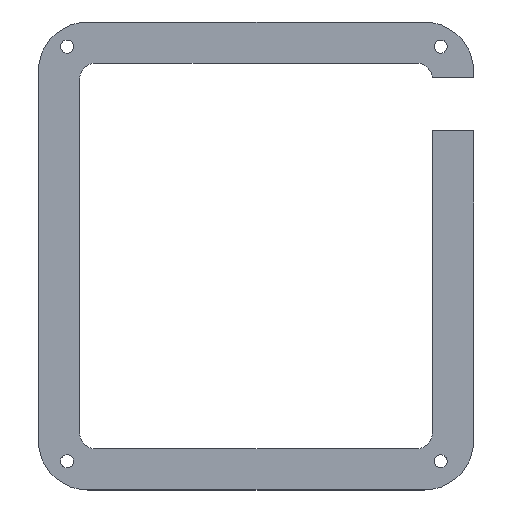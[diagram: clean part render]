
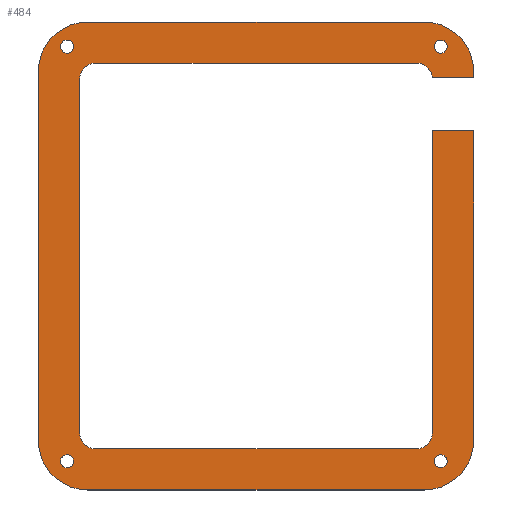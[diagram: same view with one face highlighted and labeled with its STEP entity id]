
A CAD part, top view. The second image highlights one B-rep face of the part: STEP entity #484.
In plain terms, the highlighted planar face has unit normal (0, 0, 1).
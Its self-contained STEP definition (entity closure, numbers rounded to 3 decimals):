
#19=FACE_BOUND('',#77,.T.);
#20=FACE_BOUND('',#78,.T.);
#21=FACE_BOUND('',#79,.T.);
#22=FACE_BOUND('',#80,.T.);
#29=PLANE('',#528);
#47=FACE_OUTER_BOUND('',#76,.T.);
#76=EDGE_LOOP('',(#386,#387,#388,#389,#390,#391,#392,#393,#394,#395,#396,
#397,#398,#399,#400,#401,#402,#403,#404));
#77=EDGE_LOOP('',(#405));
#78=EDGE_LOOP('',(#406));
#79=EDGE_LOOP('',(#407));
#80=EDGE_LOOP('',(#408));
#100=LINE('',#731,#145);
#106=LINE('',#742,#151);
#117=LINE('',#777,#162);
#119=LINE('',#781,#164);
#120=LINE('',#784,#165);
#122=LINE('',#790,#167);
#123=LINE('',#794,#168);
#124=LINE('',#799,#169);
#125=LINE('',#803,#170);
#126=LINE('',#807,#171);
#127=LINE('',#810,#172);
#145=VECTOR('',#589,10.);
#151=VECTOR('',#597,10.);
#162=VECTOR('',#626,10.);
#164=VECTOR('',#630,10.);
#165=VECTOR('',#633,10.);
#167=VECTOR('',#639,10.);
#168=VECTOR('',#642,10.);
#169=VECTOR('',#647,10.);
#170=VECTOR('',#650,10.);
#171=VECTOR('',#653,10.);
#172=VECTOR('',#656,10.);
#184=CIRCLE('',#501,1.6);
#186=CIRCLE('',#504,1.6);
#188=CIRCLE('',#507,1.6);
#190=CIRCLE('',#510,1.6);
#192=CIRCLE('',#513,4.);
#201=CIRCLE('',#529,4.);
#202=CIRCLE('',#530,4.);
#203=CIRCLE('',#531,4.);
#204=CIRCLE('',#532,12.);
#205=CIRCLE('',#533,12.);
#206=CIRCLE('',#534,12.);
#207=CIRCLE('',#535,12.);
#208=VERTEX_POINT('',#696);
#210=VERTEX_POINT('',#702);
#212=VERTEX_POINT('',#708);
#214=VERTEX_POINT('',#714);
#216=VERTEX_POINT('',#720);
#217=VERTEX_POINT('',#721);
#220=VERTEX_POINT('',#729);
#221=VERTEX_POINT('',#730);
#225=VERTEX_POINT('',#740);
#240=VERTEX_POINT('',#775);
#241=VERTEX_POINT('',#779);
#242=VERTEX_POINT('',#783);
#243=VERTEX_POINT('',#787);
#244=VERTEX_POINT('',#789);
#245=VERTEX_POINT('',#791);
#246=VERTEX_POINT('',#793);
#247=VERTEX_POINT('',#796);
#248=VERTEX_POINT('',#798);
#249=VERTEX_POINT('',#800);
#250=VERTEX_POINT('',#802);
#251=VERTEX_POINT('',#804);
#252=VERTEX_POINT('',#806);
#253=VERTEX_POINT('',#808);
#254=EDGE_CURVE('',#208,#208,#184,.T.);
#257=EDGE_CURVE('',#210,#210,#186,.T.);
#260=EDGE_CURVE('',#212,#212,#188,.T.);
#263=EDGE_CURVE('',#214,#214,#190,.T.);
#266=EDGE_CURVE('',#216,#217,#192,.T.);
#270=EDGE_CURVE('',#220,#221,#100,.T.);
#276=EDGE_CURVE('',#221,#225,#106,.T.);
#294=EDGE_CURVE('',#216,#240,#117,.T.);
#296=EDGE_CURVE('',#240,#241,#119,.T.);
#297=EDGE_CURVE('',#242,#217,#120,.T.);
#299=EDGE_CURVE('',#243,#225,#201,.T.);
#300=EDGE_CURVE('',#243,#244,#122,.T.);
#301=EDGE_CURVE('',#245,#244,#202,.T.);
#302=EDGE_CURVE('',#245,#246,#123,.T.);
#303=EDGE_CURVE('',#242,#246,#203,.T.);
#304=EDGE_CURVE('',#247,#241,#204,.T.);
#305=EDGE_CURVE('',#247,#248,#124,.T.);
#306=EDGE_CURVE('',#249,#248,#205,.T.);
#307=EDGE_CURVE('',#249,#250,#125,.T.);
#308=EDGE_CURVE('',#251,#250,#206,.T.);
#309=EDGE_CURVE('',#251,#252,#126,.T.);
#310=EDGE_CURVE('',#253,#252,#207,.T.);
#311=EDGE_CURVE('',#253,#220,#127,.T.);
#386=ORIENTED_EDGE('',*,*,#270,.T.);
#387=ORIENTED_EDGE('',*,*,#276,.T.);
#388=ORIENTED_EDGE('',*,*,#299,.F.);
#389=ORIENTED_EDGE('',*,*,#300,.T.);
#390=ORIENTED_EDGE('',*,*,#301,.F.);
#391=ORIENTED_EDGE('',*,*,#302,.T.);
#392=ORIENTED_EDGE('',*,*,#303,.F.);
#393=ORIENTED_EDGE('',*,*,#297,.T.);
#394=ORIENTED_EDGE('',*,*,#266,.F.);
#395=ORIENTED_EDGE('',*,*,#294,.T.);
#396=ORIENTED_EDGE('',*,*,#296,.T.);
#397=ORIENTED_EDGE('',*,*,#304,.F.);
#398=ORIENTED_EDGE('',*,*,#305,.T.);
#399=ORIENTED_EDGE('',*,*,#306,.F.);
#400=ORIENTED_EDGE('',*,*,#307,.T.);
#401=ORIENTED_EDGE('',*,*,#308,.F.);
#402=ORIENTED_EDGE('',*,*,#309,.T.);
#403=ORIENTED_EDGE('',*,*,#310,.F.);
#404=ORIENTED_EDGE('',*,*,#311,.T.);
#405=ORIENTED_EDGE('',*,*,#254,.T.);
#406=ORIENTED_EDGE('',*,*,#257,.T.);
#407=ORIENTED_EDGE('',*,*,#260,.T.);
#408=ORIENTED_EDGE('',*,*,#263,.T.);
#484=ADVANCED_FACE('',(#47,#19,#20,#21,#22),#29,.T.);
#501=AXIS2_PLACEMENT_3D('',#697,#553,#554);
#504=AXIS2_PLACEMENT_3D('',#703,#560,#561);
#507=AXIS2_PLACEMENT_3D('',#709,#567,#568);
#510=AXIS2_PLACEMENT_3D('',#715,#574,#575);
#513=AXIS2_PLACEMENT_3D('',#722,#581,#582);
#528=AXIS2_PLACEMENT_3D('',#786,#635,#636);
#529=AXIS2_PLACEMENT_3D('',#788,#637,#638);
#530=AXIS2_PLACEMENT_3D('',#792,#640,#641);
#531=AXIS2_PLACEMENT_3D('',#795,#643,#644);
#532=AXIS2_PLACEMENT_3D('',#797,#645,#646);
#533=AXIS2_PLACEMENT_3D('',#801,#648,#649);
#534=AXIS2_PLACEMENT_3D('',#805,#651,#652);
#535=AXIS2_PLACEMENT_3D('',#809,#654,#655);
#553=DIRECTION('center_axis',(0.,0.,-1.));
#554=DIRECTION('ref_axis',(-1.,0.,0.));
#560=DIRECTION('center_axis',(0.,0.,-1.));
#561=DIRECTION('ref_axis',(-1.,0.,0.));
#567=DIRECTION('center_axis',(0.,0.,-1.));
#568=DIRECTION('ref_axis',(-1.,0.,0.));
#574=DIRECTION('center_axis',(0.,0.,-1.));
#575=DIRECTION('ref_axis',(-1.,0.,0.));
#581=DIRECTION('center_axis',(0.,0.,1.));
#582=DIRECTION('ref_axis',(0.992,0.125,0.));
#589=DIRECTION('',(-1.,0.,0.));
#597=DIRECTION('',(0.,-1.,0.));
#626=DIRECTION('',(1.,0.,0.));
#630=DIRECTION('',(0.,1.,0.));
#633=DIRECTION('',(1.,0.,0.));
#635=DIRECTION('center_axis',(0.,0.,1.));
#636=DIRECTION('ref_axis',(1.,0.,0.));
#637=DIRECTION('center_axis',(0.,0.,1.));
#638=DIRECTION('ref_axis',(0.707,-0.707,0.));
#639=DIRECTION('',(-1.,0.,0.));
#640=DIRECTION('center_axis',(0.,0.,1.));
#641=DIRECTION('ref_axis',(-0.707,-0.707,0.));
#642=DIRECTION('',(0.,1.,0.));
#643=DIRECTION('center_axis',(0.,0.,1.));
#644=DIRECTION('ref_axis',(-0.707,0.707,0.));
#645=DIRECTION('center_axis',(0.,0.,-1.));
#646=DIRECTION('ref_axis',(0.707,0.707,0.));
#647=DIRECTION('',(-1.,0.,0.));
#648=DIRECTION('center_axis',(0.,0.,-1.));
#649=DIRECTION('ref_axis',(-0.707,0.707,0.));
#650=DIRECTION('',(0.,-1.,0.));
#651=DIRECTION('center_axis',(0.,0.,-1.));
#652=DIRECTION('ref_axis',(-0.707,-0.707,0.));
#653=DIRECTION('',(1.,0.,0.));
#654=DIRECTION('center_axis',(0.,0.,-1.));
#655=DIRECTION('ref_axis',(0.707,-0.707,0.));
#656=DIRECTION('',(0.,1.,0.));
#696=CARTESIAN_POINT('',(-1.4,98.,6.));
#697=CARTESIAN_POINT('Origin',(-3.,98.,6.));
#702=CARTESIAN_POINT('',(89.6,98.,6.));
#703=CARTESIAN_POINT('Origin',(88.,98.,6.));
#708=CARTESIAN_POINT('',(89.6,-3.,6.));
#709=CARTESIAN_POINT('Origin',(88.,-3.,6.));
#714=CARTESIAN_POINT('',(-1.4,-3.,6.));
#715=CARTESIAN_POINT('Origin',(-3.,-3.,6.));
#720=CARTESIAN_POINT('',(86.,90.5,6.));
#721=CARTESIAN_POINT('',(82.031,94.,6.));
#722=CARTESIAN_POINT('Origin',(82.031,90.,6.));
#729=CARTESIAN_POINT('',(96.,77.5,6.));
#730=CARTESIAN_POINT('',(86.,77.5,6.));
#731=CARTESIAN_POINT('',(69.5,77.5,6.));
#740=CARTESIAN_POINT('',(86.,4.,6.));
#742=CARTESIAN_POINT('',(86.,0.,6.));
#775=CARTESIAN_POINT('',(96.,90.5,6.));
#777=CARTESIAN_POINT('',(64.5,90.5,6.));
#779=CARTESIAN_POINT('',(96.,92.,6.));
#781=CARTESIAN_POINT('',(96.,-10.,6.));
#783=CARTESIAN_POINT('',(4.,94.,6.));
#784=CARTESIAN_POINT('',(86.,94.,6.));
#786=CARTESIAN_POINT('Origin',(43.,47.,6.));
#787=CARTESIAN_POINT('',(82.,0.,6.));
#788=CARTESIAN_POINT('Origin',(82.,4.,6.));
#789=CARTESIAN_POINT('',(4.,0.,6.));
#790=CARTESIAN_POINT('',(0.,0.,6.));
#791=CARTESIAN_POINT('',(0.,4.,6.));
#792=CARTESIAN_POINT('Origin',(4.,4.,6.));
#793=CARTESIAN_POINT('',(0.,90.,6.));
#794=CARTESIAN_POINT('',(0.,94.,6.));
#795=CARTESIAN_POINT('Origin',(4.,90.,6.));
#796=CARTESIAN_POINT('',(84.,104.,6.));
#797=CARTESIAN_POINT('Origin',(84.,92.,6.));
#798=CARTESIAN_POINT('',(2.,104.,6.));
#799=CARTESIAN_POINT('',(96.,104.,6.));
#800=CARTESIAN_POINT('',(-10.,92.,6.));
#801=CARTESIAN_POINT('Origin',(2.,92.,6.));
#802=CARTESIAN_POINT('',(-10.,2.,6.));
#803=CARTESIAN_POINT('',(-10.,104.,6.));
#804=CARTESIAN_POINT('',(2.,-10.,6.));
#805=CARTESIAN_POINT('Origin',(2.,2.,6.));
#806=CARTESIAN_POINT('',(84.,-10.,6.));
#807=CARTESIAN_POINT('',(-10.,-10.,6.));
#808=CARTESIAN_POINT('',(96.,2.,6.));
#809=CARTESIAN_POINT('Origin',(84.,2.,6.));
#810=CARTESIAN_POINT('',(96.,-10.,6.));
